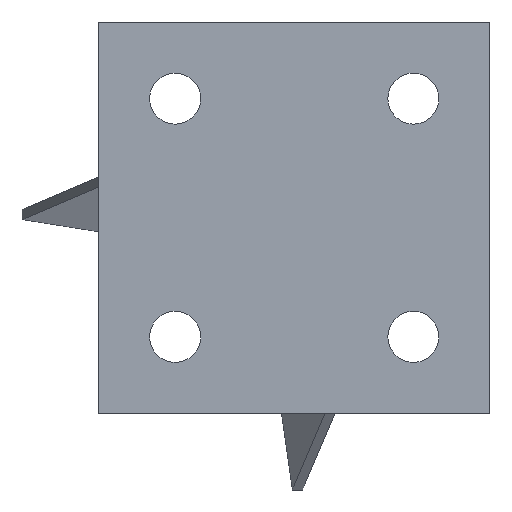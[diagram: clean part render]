
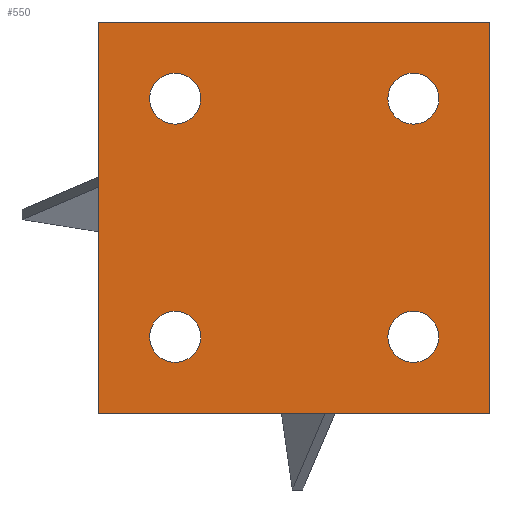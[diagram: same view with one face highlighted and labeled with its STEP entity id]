
A CAD part, front view. The second image highlights one B-rep face of the part: STEP entity #550.
In plain terms, the highlighted face is planar.
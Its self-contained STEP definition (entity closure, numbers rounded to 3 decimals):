
#2 = FACE_OUTER_BOUND ( 'NONE', #1742, .T. ) ;
#38 = DIRECTION ( 'NONE',  ( 0., -1., 0. ) ) ;
#49 = VERTEX_POINT ( 'NONE', #830 ) ;
#64 = EDGE_CURVE ( 'NONE', #723, #698, #148, .T. ) ;
#75 = EDGE_CURVE ( 'NONE', #1622, #466, #1578, .T. ) ;
#127 = EDGE_CURVE ( 'NONE', #747, #1824, #423, .T. ) ;
#142 = VERTEX_POINT ( 'NONE', #1732 ) ;
#143 = CARTESIAN_POINT ( 'NONE',  ( -39.896, -141.646, 390. ) ) ;
#148 = CIRCLE ( 'NONE', #916, 16.957 ) ;
#153 = CARTESIAN_POINT ( 'NONE',  ( -39.896, -90.776, 339.13 ) ) ;
#154 = DIRECTION ( 'NONE',  ( -1., 0., 0. ) ) ;
#157 = VECTOR ( 'NONE', #1430, 1000. ) ;
#202 = LINE ( 'NONE', #1635, #1246 ) ;
#214 = ORIENTED_EDGE ( 'NONE', *, *, #984, .F. ) ;
#220 = EDGE_CURVE ( 'NONE', #698, #723, #1606, .T. ) ;
#224 = ORIENTED_EDGE ( 'NONE', *, *, #1370, .F. ) ;
#256 = FACE_BOUND ( 'NONE', #1576, .T. ) ;
#268 = DIRECTION ( 'NONE',  ( -1., 0., 0. ) ) ;
#286 = LINE ( 'NONE', #1575, #157 ) ;
#298 = DIRECTION ( 'NONE',  ( 0., 0., 1. ) ) ;
#330 = DIRECTION ( 'NONE',  ( -1., 0., 0. ) ) ;
#333 = DIRECTION ( 'NONE',  ( 0., 0., -1. ) ) ;
#348 = VERTEX_POINT ( 'NONE', #1369 ) ;
#367 = ORIENTED_EDGE ( 'NONE', *, *, #1348, .T. ) ;
#407 = EDGE_CURVE ( 'NONE', #466, #1622, #1125, .T. ) ;
#411 = CARTESIAN_POINT ( 'NONE',  ( -39.896, 67.485, 356.087 ) ) ;
#423 = CIRCLE ( 'NONE', #1210, 16.957 ) ;
#461 = VECTOR ( 'NONE', #1239, 1000. ) ;
#462 = CARTESIAN_POINT ( 'NONE',  ( -39.896, 169.239, 390. ) ) ;
#466 = VERTEX_POINT ( 'NONE', #1031 ) ;
#486 = ORIENTED_EDGE ( 'NONE', *, *, #971, .F. ) ;
#492 = CARTESIAN_POINT ( 'NONE',  ( -39.896, -90.776, 163.913 ) ) ;
#505 = VERTEX_POINT ( 'NONE', #1169 ) ;
#539 = EDGE_CURVE ( 'NONE', #1824, #747, #888, .T. ) ;
#540 = DIRECTION ( 'NONE',  ( -1., 0., 0. ) ) ;
#543 = ORIENTED_EDGE ( 'NONE', *, *, #1278, .T. ) ;
#549 = CARTESIAN_POINT ( 'NONE',  ( -39.896, 118.354, 390. ) ) ;
#550 = ADVANCED_FACE ( 'NONE', ( #2, #1450, #256, #600, #1178 ), #847, .F. ) ;
#552 = CIRCLE ( 'NONE', #1609, 16.957 ) ;
#575 = DIRECTION ( 'NONE',  ( 0., 0., -1. ) ) ;
#592 = DIRECTION ( 'NONE',  ( 1., 0., 0. ) ) ;
#600 = FACE_BOUND ( 'NONE', #1025, .T. ) ;
#670 = DIRECTION ( 'NONE',  ( -1., 0., 0. ) ) ;
#680 = VERTEX_POINT ( 'NONE', #1792 ) ;
#686 = CARTESIAN_POINT ( 'NONE',  ( -39.896, -90.776, 356.087 ) ) ;
#698 = VERTEX_POINT ( 'NONE', #492 ) ;
#722 = DIRECTION ( 'NONE',  ( 0., 0., 1. ) ) ;
#723 = VERTEX_POINT ( 'NONE', #1262 ) ;
#725 = CARTESIAN_POINT ( 'NONE',  ( -39.896, -90.776, 339.13 ) ) ;
#741 = DIRECTION ( 'NONE',  ( 0., 0., -1. ) ) ;
#747 = VERTEX_POINT ( 'NONE', #686 ) ;
#830 = CARTESIAN_POINT ( 'NONE',  ( -39.896, -141.646, 390. ) ) ;
#835 = AXIS2_PLACEMENT_3D ( 'NONE', #1027, #154, #741 ) ;
#847 = PLANE ( 'NONE',  #1459 ) ;
#888 = CIRCLE ( 'NONE', #1038, 16.957 ) ;
#908 = DIRECTION ( 'NONE',  ( 0., 0., -1. ) ) ;
#916 = AXIS2_PLACEMENT_3D ( 'NONE', #962, #540, #1118 ) ;
#922 = DIRECTION ( 'NONE',  ( 0., 0., -1. ) ) ;
#938 = EDGE_LOOP ( 'NONE', ( #1303, #1446 ) ) ;
#955 = ORIENTED_EDGE ( 'NONE', *, *, #220, .F. ) ;
#962 = CARTESIAN_POINT ( 'NONE',  ( -39.896, -90.776, 180.87 ) ) ;
#968 = CARTESIAN_POINT ( 'NONE',  ( -39.896, 67.485, 339.13 ) ) ;
#971 = EDGE_CURVE ( 'NONE', #348, #49, #202, .T. ) ;
#984 = EDGE_CURVE ( 'NONE', #142, #1735, #552, .T. ) ;
#1025 = EDGE_LOOP ( 'NONE', ( #214, #224 ) ) ;
#1027 = CARTESIAN_POINT ( 'NONE',  ( -39.896, 67.485, 180.87 ) ) ;
#1031 = CARTESIAN_POINT ( 'NONE',  ( -39.896, 67.485, 322.174 ) ) ;
#1038 = AXIS2_PLACEMENT_3D ( 'NONE', #725, #1478, #908 ) ;
#1072 = EDGE_CURVE ( 'NONE', #505, #348, #1568, .T. ) ;
#1118 = DIRECTION ( 'NONE',  ( 0., 0., -1. ) ) ;
#1125 = CIRCLE ( 'NONE', #1485, 16.957 ) ;
#1129 = CARTESIAN_POINT ( 'NONE',  ( -39.896, 67.485, 339.13 ) ) ;
#1169 = CARTESIAN_POINT ( 'NONE',  ( -39.896, 118.354, 130. ) ) ;
#1178 = FACE_BOUND ( 'NONE', #938, .T. ) ;
#1181 = ORIENTED_EDGE ( 'NONE', *, *, #75, .F. ) ;
#1190 = CARTESIAN_POINT ( 'NONE',  ( -39.896, 67.485, 163.913 ) ) ;
#1210 = AXIS2_PLACEMENT_3D ( 'NONE', #153, #1288, #1592 ) ;
#1226 = ORIENTED_EDGE ( 'NONE', *, *, #64, .F. ) ;
#1239 = DIRECTION ( 'NONE',  ( 0., 0., 1. ) ) ;
#1246 = VECTOR ( 'NONE', #38, 1000. ) ;
#1262 = CARTESIAN_POINT ( 'NONE',  ( -39.896, -90.776, 197.826 ) ) ;
#1278 = EDGE_CURVE ( 'NONE', #505, #680, #286, .T. ) ;
#1288 = DIRECTION ( 'NONE',  ( -1., 0., 0. ) ) ;
#1303 = ORIENTED_EDGE ( 'NONE', *, *, #127, .F. ) ;
#1348 = EDGE_CURVE ( 'NONE', #680, #49, #1448, .T. ) ;
#1360 = DIRECTION ( 'NONE',  ( -1., 0., 0. ) ) ;
#1369 = CARTESIAN_POINT ( 'NONE',  ( -39.896, 118.354, 390. ) ) ;
#1370 = EDGE_CURVE ( 'NONE', #1735, #142, #1641, .T. ) ;
#1430 = DIRECTION ( 'NONE',  ( 0., -1., 0. ) ) ;
#1446 = ORIENTED_EDGE ( 'NONE', *, *, #539, .F. ) ;
#1448 = LINE ( 'NONE', #143, #1705 ) ;
#1450 = FACE_BOUND ( 'NONE', #1550, .T. ) ;
#1459 = AXIS2_PLACEMENT_3D ( 'NONE', #462, #592, #298 ) ;
#1478 = DIRECTION ( 'NONE',  ( -1., 0., 0. ) ) ;
#1485 = AXIS2_PLACEMENT_3D ( 'NONE', #968, #670, #1531 ) ;
#1516 = AXIS2_PLACEMENT_3D ( 'NONE', #1642, #330, #922 ) ;
#1531 = DIRECTION ( 'NONE',  ( 0., 0., -1. ) ) ;
#1550 = EDGE_LOOP ( 'NONE', ( #1226, #955 ) ) ;
#1568 = LINE ( 'NONE', #549, #461 ) ;
#1575 = CARTESIAN_POINT ( 'NONE',  ( -39.896, 169.239, 130. ) ) ;
#1576 = EDGE_LOOP ( 'NONE', ( #1181, #1598 ) ) ;
#1578 = CIRCLE ( 'NONE', #1818, 16.957 ) ;
#1592 = DIRECTION ( 'NONE',  ( 0., 0., -1. ) ) ;
#1598 = ORIENTED_EDGE ( 'NONE', *, *, #407, .F. ) ;
#1604 = ORIENTED_EDGE ( 'NONE', *, *, #1072, .F. ) ;
#1606 = CIRCLE ( 'NONE', #1516, 16.957 ) ;
#1609 = AXIS2_PLACEMENT_3D ( 'NONE', #1653, #1360, #333 ) ;
#1615 = CARTESIAN_POINT ( 'NONE',  ( -39.896, -90.776, 322.174 ) ) ;
#1622 = VERTEX_POINT ( 'NONE', #411 ) ;
#1635 = CARTESIAN_POINT ( 'NONE',  ( -39.896, 169.239, 390. ) ) ;
#1641 = CIRCLE ( 'NONE', #835, 16.957 ) ;
#1642 = CARTESIAN_POINT ( 'NONE',  ( -39.896, -90.776, 180.87 ) ) ;
#1653 = CARTESIAN_POINT ( 'NONE',  ( -39.896, 67.485, 180.87 ) ) ;
#1705 = VECTOR ( 'NONE', #722, 1000. ) ;
#1732 = CARTESIAN_POINT ( 'NONE',  ( -39.896, 67.485, 197.826 ) ) ;
#1735 = VERTEX_POINT ( 'NONE', #1190 ) ;
#1742 = EDGE_LOOP ( 'NONE', ( #543, #367, #486, #1604 ) ) ;
#1792 = CARTESIAN_POINT ( 'NONE',  ( -39.896, -141.646, 130. ) ) ;
#1818 = AXIS2_PLACEMENT_3D ( 'NONE', #1129, #268, #575 ) ;
#1824 = VERTEX_POINT ( 'NONE', #1615 ) ;
